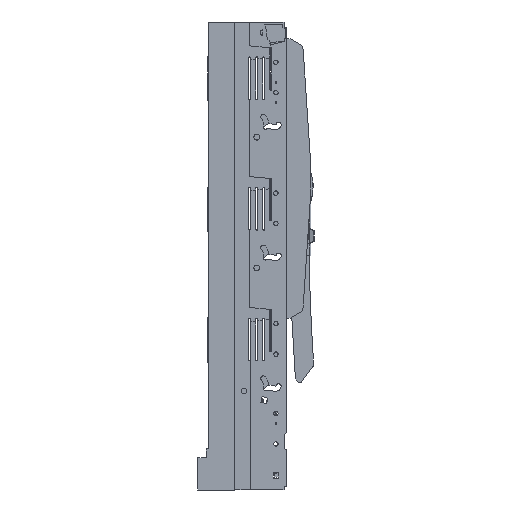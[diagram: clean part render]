
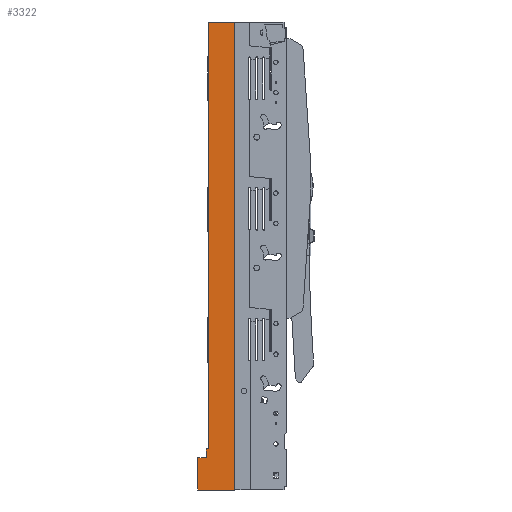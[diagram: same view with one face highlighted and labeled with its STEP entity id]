
A CAD part, left-side view. The second image highlights one B-rep face of the part: STEP entity #3322.
In plain terms, the highlighted planar face has unit normal (-1, 0, 0).
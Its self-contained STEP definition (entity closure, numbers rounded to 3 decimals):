
#3272=AXIS2_PLACEMENT_3D('Plane Axis2P3D',#3269,#3270,#3271) ;
#2533=CARTESIAN_POINT('Vertex',(-25.,-37.7,264.45)) ;
#2536=CARTESIAN_POINT('Line Origine',(-25.,-37.7,-66.551)) ;
#2540=CARTESIAN_POINT('Vertex',(-25.,-37.7,-397.551)) ;
#3234=CARTESIAN_POINT('Line Origine',(-25.,-11.8,-397.551)) ;
#3238=CARTESIAN_POINT('Vertex',(-25.,14.1,-397.551)) ;
#3269=CARTESIAN_POINT('Axis2P3D Location',(-25.,-0.9,-0.05)) ;
#3274=CARTESIAN_POINT('Line Origine',(-25.,-11.8,264.45)) ;
#3278=CARTESIAN_POINT('Vertex',(-25.,-0.9,264.45)) ;
#3281=CARTESIAN_POINT('Line Origine',(-25.,-0.9,-66.551)) ;
#3285=CARTESIAN_POINT('Vertex',(-25.,-0.9,-339.324)) ;
#3289=CARTESIAN_POINT('Control Point',(-25.,2.1,-339.437)) ;
#3290=CARTESIAN_POINT('Control Point',(-25.,-0.9,-339.324)) ;
#3291=CARTESIAN_POINT('Vertex',(-25.,2.1,-339.437)) ;
#3294=CARTESIAN_POINT('Line Origine',(-25.,2.1,-66.551)) ;
#3298=CARTESIAN_POINT('Vertex',(-25.,2.1,-351.523)) ;
#3302=CARTESIAN_POINT('Control Point',(-25.,2.1,-351.523)) ;
#3303=CARTESIAN_POINT('Control Point',(-25.,14.1,-351.814)) ;
#3304=CARTESIAN_POINT('Vertex',(-25.,14.1,-351.814)) ;
#3307=CARTESIAN_POINT('Line Origine',(-25.,14.1,-66.551)) ;
#2537=DIRECTION('Vector Direction',(0.,0.,-1.)) ;
#3235=DIRECTION('Vector Direction',(0.,1.,0.)) ;
#3270=DIRECTION('Axis2P3D Direction',(1.,0.,0.)) ;
#3271=DIRECTION('Axis2P3D XDirection',(0.,0.,1.)) ;
#3275=DIRECTION('Vector Direction',(0.,-1.,0.)) ;
#3282=DIRECTION('Vector Direction',(0.,0.,1.)) ;
#3295=DIRECTION('Vector Direction',(0.,0.,1.)) ;
#3308=DIRECTION('Vector Direction',(0.,0.,1.)) ;
#2538=VECTOR('Line Direction',#2537,1.) ;
#3236=VECTOR('Line Direction',#3235,1.) ;
#3276=VECTOR('Line Direction',#3275,1.) ;
#3283=VECTOR('Line Direction',#3282,1.) ;
#3296=VECTOR('Line Direction',#3295,1.) ;
#3309=VECTOR('Line Direction',#3308,1.) ;
#3313=ORIENTED_EDGE('',*,*,#3280,.F.) ;
#3314=ORIENTED_EDGE('',*,*,#3287,.F.) ;
#3315=ORIENTED_EDGE('',*,*,#3293,.F.) ;
#3316=ORIENTED_EDGE('',*,*,#3300,.F.) ;
#3317=ORIENTED_EDGE('',*,*,#3306,.T.) ;
#3318=ORIENTED_EDGE('',*,*,#3311,.T.) ;
#3319=ORIENTED_EDGE('',*,*,#3240,.T.) ;
#3320=ORIENTED_EDGE('',*,*,#2542,.F.) ;
#3322=ADVANCED_FACE('804682_02_L_NH-Leistenunterteil Gr.00  U-SL00/185/P0095',(#3321),#3273,.F.) ;
#3288=B_SPLINE_CURVE_WITH_KNOTS('',1,(#3289,#3290),.UNSPECIFIED.,.F.,.U.,(2,2),(-1.501,1.501),.UNSPECIFIED.) ;
#3301=B_SPLINE_CURVE_WITH_KNOTS('',1,(#3302,#3303),.UNSPECIFIED.,.F.,.U.,(2,2),(-6.002,6.002),.UNSPECIFIED.) ;
#2542=EDGE_CURVE('',#2534,#2541,#2539,.T.) ;
#3240=EDGE_CURVE('',#3239,#2541,#3237,.F.) ;
#3280=EDGE_CURVE('',#3279,#2534,#3277,.T.) ;
#3287=EDGE_CURVE('',#3286,#3279,#3284,.T.) ;
#3293=EDGE_CURVE('',#3292,#3286,#3288,.T.) ;
#3300=EDGE_CURVE('',#3299,#3292,#3297,.T.) ;
#3306=EDGE_CURVE('',#3299,#3305,#3301,.T.) ;
#3311=EDGE_CURVE('',#3305,#3239,#3310,.F.) ;
#3312=EDGE_LOOP('',(#3313,#3314,#3315,#3316,#3317,#3318,#3319,#3320)) ;
#3321=FACE_OUTER_BOUND('',#3312,.T.) ;
#2539=LINE('Line',#2536,#2538) ;
#3237=LINE('Line',#3234,#3236) ;
#3277=LINE('Line',#3274,#3276) ;
#3284=LINE('Line',#3281,#3283) ;
#3297=LINE('Line',#3294,#3296) ;
#3310=LINE('Line',#3307,#3309) ;
#3273=PLANE('Plane',#3272) ;
#2534=VERTEX_POINT('',#2533) ;
#2541=VERTEX_POINT('',#2540) ;
#3239=VERTEX_POINT('',#3238) ;
#3279=VERTEX_POINT('',#3278) ;
#3286=VERTEX_POINT('',#3285) ;
#3292=VERTEX_POINT('',#3291) ;
#3299=VERTEX_POINT('',#3298) ;
#3305=VERTEX_POINT('',#3304) ;
